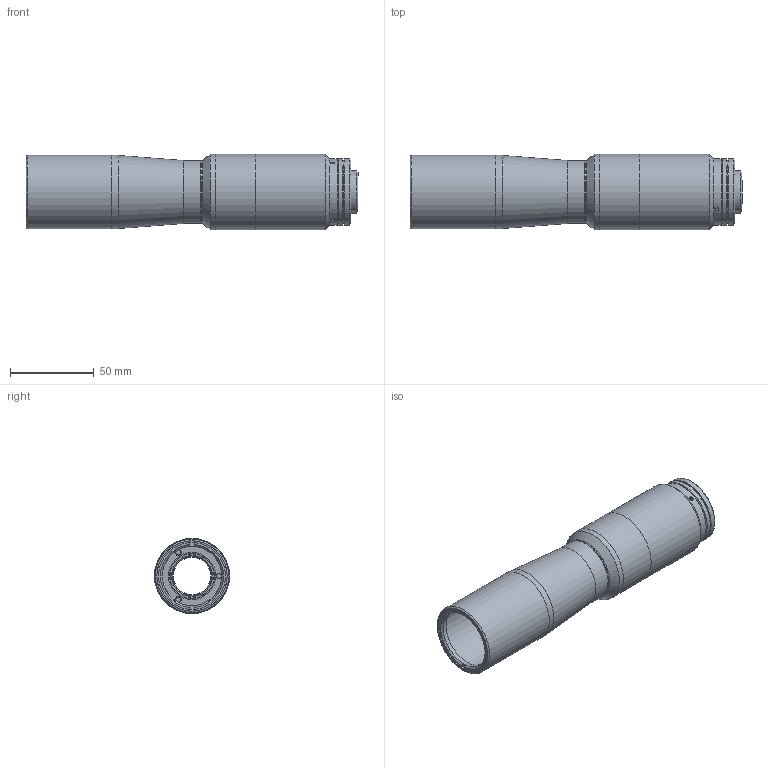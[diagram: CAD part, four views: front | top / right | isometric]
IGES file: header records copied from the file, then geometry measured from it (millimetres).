
Start section: SolidWorks IGES file using analytic representation for surfaces
Global section: file name: DP32101-A_TC4MHRP024-C.igs; native system: SolidWorks 2021; preprocessor: SolidWorks 2021; author: lrizzotto; date: 220629.155216; units: millimetre
Bounding box: 198.53 x 45 x 45 mm (x, y, z)
Surface area: 35747.8 mm2 (no closed solid volume)
Topology: 0 solids, 0 shells, 64 faces, 378 edges, 349 vertices
Faces by surface type: bspline 33, revolution 31
